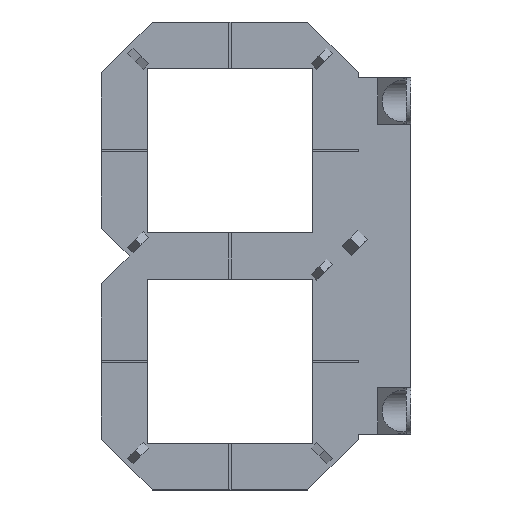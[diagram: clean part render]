
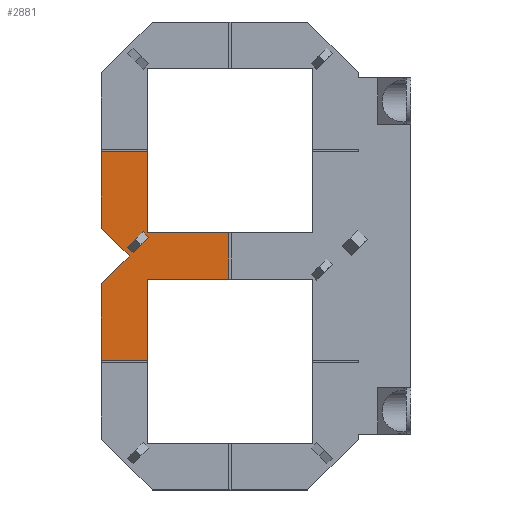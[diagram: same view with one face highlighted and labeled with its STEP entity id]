
A CAD part, top view. The second image highlights one B-rep face of the part: STEP entity #2881.
In plain terms, the highlighted planar face has unit normal (0, 0, 1).
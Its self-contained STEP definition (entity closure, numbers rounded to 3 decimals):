
#23=FACE_BOUND('',#289,.T.);
#24=FACE_BOUND('',#290,.T.);
#147=FACE_OUTER_BOUND('',#288,.T.);
#288=EDGE_LOOP('',(#2306,#2307,#2308,#2309,#2310,#2311,#2312,#2313,#2314,
#2315,#2316));
#289=EDGE_LOOP('',(#2317,#2318,#2319,#2320));
#290=EDGE_LOOP('',(#2321,#2322,#2323,#2324));
#389=LINE('',#3898,#780);
#393=LINE('',#3907,#784);
#397=LINE('',#3915,#788);
#400=LINE('',#3920,#791);
#413=LINE('',#3946,#804);
#416=LINE('',#3950,#807);
#417=LINE('',#3952,#808);
#418=LINE('',#3954,#809);
#604=LINE('',#4364,#995);
#610=LINE('',#4375,#1001);
#615=LINE('',#4385,#1006);
#616=LINE('',#4387,#1007);
#617=LINE('',#4389,#1008);
#618=LINE('',#4391,#1009);
#619=LINE('',#4393,#1010);
#620=LINE('',#4395,#1011);
#621=LINE('',#4397,#1012);
#622=LINE('',#4399,#1013);
#623=LINE('',#4400,#1014);
#780=VECTOR('',#3179,10.);
#784=VECTOR('',#3185,10.);
#788=VECTOR('',#3191,10.);
#791=VECTOR('',#3194,10.);
#804=VECTOR('',#3217,10.);
#807=VECTOR('',#3220,10.);
#808=VECTOR('',#3223,10.);
#809=VECTOR('',#3226,10.);
#995=VECTOR('',#3578,10.);
#1001=VECTOR('',#3590,10.);
#1006=VECTOR('',#3597,10.);
#1007=VECTOR('',#3598,10.);
#1008=VECTOR('',#3599,10.);
#1009=VECTOR('',#3600,10.);
#1010=VECTOR('',#3601,10.);
#1011=VECTOR('',#3602,10.);
#1012=VECTOR('',#3603,10.);
#1013=VECTOR('',#3604,10.);
#1014=VECTOR('',#3605,10.);
#1175=VERTEX_POINT('',#3896);
#1176=VERTEX_POINT('',#3897);
#1179=VERTEX_POINT('',#3905);
#1180=VERTEX_POINT('',#3906);
#1183=VERTEX_POINT('',#3914);
#1185=VERTEX_POINT('',#3919);
#1193=VERTEX_POINT('',#3945);
#1194=VERTEX_POINT('',#3948);
#1333=VERTEX_POINT('',#4360);
#1335=VERTEX_POINT('',#4363);
#1337=VERTEX_POINT('',#4374);
#1341=VERTEX_POINT('',#4384);
#1342=VERTEX_POINT('',#4386);
#1343=VERTEX_POINT('',#4388);
#1344=VERTEX_POINT('',#4390);
#1345=VERTEX_POINT('',#4392);
#1346=VERTEX_POINT('',#4394);
#1347=VERTEX_POINT('',#4396);
#1348=VERTEX_POINT('',#4398);
#1463=EDGE_CURVE('',#1175,#1176,#389,.T.);
#1467=EDGE_CURVE('',#1179,#1180,#393,.T.);
#1471=EDGE_CURVE('',#1176,#1183,#397,.T.);
#1474=EDGE_CURVE('',#1185,#1179,#400,.T.);
#1487=EDGE_CURVE('',#1193,#1175,#413,.T.);
#1490=EDGE_CURVE('',#1180,#1194,#416,.T.);
#1491=EDGE_CURVE('',#1183,#1193,#417,.T.);
#1492=EDGE_CURVE('',#1194,#1185,#418,.T.);
#1694=EDGE_CURVE('',#1335,#1333,#604,.T.);
#1700=EDGE_CURVE('',#1337,#1335,#610,.T.);
#1705=EDGE_CURVE('',#1333,#1341,#615,.T.);
#1706=EDGE_CURVE('',#1341,#1342,#616,.T.);
#1707=EDGE_CURVE('',#1342,#1343,#617,.T.);
#1708=EDGE_CURVE('',#1343,#1344,#618,.T.);
#1709=EDGE_CURVE('',#1344,#1345,#619,.T.);
#1710=EDGE_CURVE('',#1345,#1346,#620,.T.);
#1711=EDGE_CURVE('',#1346,#1347,#621,.T.);
#1712=EDGE_CURVE('',#1347,#1348,#622,.T.);
#1713=EDGE_CURVE('',#1348,#1337,#623,.T.);
#2306=ORIENTED_EDGE('',*,*,#1694,.T.);
#2307=ORIENTED_EDGE('',*,*,#1705,.T.);
#2308=ORIENTED_EDGE('',*,*,#1706,.T.);
#2309=ORIENTED_EDGE('',*,*,#1707,.T.);
#2310=ORIENTED_EDGE('',*,*,#1708,.T.);
#2311=ORIENTED_EDGE('',*,*,#1709,.T.);
#2312=ORIENTED_EDGE('',*,*,#1710,.T.);
#2313=ORIENTED_EDGE('',*,*,#1711,.T.);
#2314=ORIENTED_EDGE('',*,*,#1712,.T.);
#2315=ORIENTED_EDGE('',*,*,#1713,.T.);
#2316=ORIENTED_EDGE('',*,*,#1700,.T.);
#2317=ORIENTED_EDGE('',*,*,#1463,.T.);
#2318=ORIENTED_EDGE('',*,*,#1471,.T.);
#2319=ORIENTED_EDGE('',*,*,#1491,.T.);
#2320=ORIENTED_EDGE('',*,*,#1487,.T.);
#2321=ORIENTED_EDGE('',*,*,#1467,.T.);
#2322=ORIENTED_EDGE('',*,*,#1490,.T.);
#2323=ORIENTED_EDGE('',*,*,#1492,.T.);
#2324=ORIENTED_EDGE('',*,*,#1474,.T.);
#2742=PLANE('',#3054);
#2881=ADVANCED_FACE('',(#147,#23,#24),#2742,.T.);
#3054=AXIS2_PLACEMENT_3D('',#4383,#3595,#3596);
#3179=DIRECTION('',(-0.707,0.707,0.));
#3185=DIRECTION('',(0.707,-0.707,0.));
#3191=DIRECTION('',(0.707,0.707,0.));
#3194=DIRECTION('',(0.707,0.707,0.));
#3217=DIRECTION('',(-0.707,-0.707,0.));
#3220=DIRECTION('',(-0.707,-0.707,0.));
#3223=DIRECTION('',(0.707,-0.707,0.));
#3226=DIRECTION('',(-0.707,0.707,0.));
#3578=DIRECTION('',(1.,0.,0.));
#3590=DIRECTION('',(0.,-1.,0.));
#3595=DIRECTION('center_axis',(0.,0.,1.));
#3596=DIRECTION('ref_axis',(1.,0.,0.));
#3597=DIRECTION('',(0.,1.,0.));
#3598=DIRECTION('',(1.,0.,0.));
#3599=DIRECTION('',(0.,1.,0.));
#3600=DIRECTION('',(-1.,0.,0.));
#3601=DIRECTION('',(0.,1.,0.));
#3602=DIRECTION('',(-1.,0.,0.));
#3603=DIRECTION('',(0.,-1.,0.));
#3604=DIRECTION('',(0.707,-0.707,0.));
#3605=DIRECTION('',(-0.707,-0.707,0.));
#3896=CARTESIAN_POINT('',(-101.364,3.899,0.));
#3897=CARTESIAN_POINT('',(-102.601,5.136,0.));
#3898=CARTESIAN_POINT('',(-94.188,-3.276,0.));
#3905=CARTESIAN_POINT('',(-105.429,2.308,0.));
#3906=CARTESIAN_POINT('',(-104.192,1.071,0.));
#3907=CARTESIAN_POINT('',(-97.017,-6.104,0.));
#3914=CARTESIAN_POINT('',(-102.247,5.49,0.));
#3915=CARTESIAN_POINT('',(-98.083,9.655,0.));
#3919=CARTESIAN_POINT('',(-105.783,1.955,0.));
#3920=CARTESIAN_POINT('',(-98.083,9.655,0.));
#3945=CARTESIAN_POINT('',(-101.01,4.253,0.));
#3946=CARTESIAN_POINT('',(-96.845,8.417,0.));
#3948=CARTESIAN_POINT('',(-104.545,0.717,0.));
#3950=CARTESIAN_POINT('',(-96.845,8.417,0.));
#3952=CARTESIAN_POINT('',(-93.835,-2.922,0.));
#3954=CARTESIAN_POINT('',(-97.37,-6.458,0.));
#4360=CARTESIAN_POINT('',(-101.25,-23.75,0.));
#4363=CARTESIAN_POINT('',(-111.75,-23.75,0.));
#4364=CARTESIAN_POINT('',(-94.156,-23.75,0.));
#4374=CARTESIAN_POINT('',(-111.75,-6.311,0.));
#4375=CARTESIAN_POINT('',(-111.75,-6.311,0.));
#4383=CARTESIAN_POINT('Origin',(-76.563,0.,0.));
#4384=CARTESIAN_POINT('',(-101.25,-5.25,0.));
#4385=CARTESIAN_POINT('',(-101.25,-42.75,0.));
#4386=CARTESIAN_POINT('',(-82.75,-5.25,0.));
#4387=CARTESIAN_POINT('',(-101.25,-5.25,0.));
#4388=CARTESIAN_POINT('',(-82.75,5.25,0.));
#4389=CARTESIAN_POINT('',(-82.75,26.625,0.));
#4390=CARTESIAN_POINT('',(-101.25,5.25,0.));
#4391=CARTESIAN_POINT('',(-63.75,5.25,0.));
#4392=CARTESIAN_POINT('',(-101.25,23.75,0.));
#4393=CARTESIAN_POINT('',(-101.25,5.25,0.));
#4394=CARTESIAN_POINT('',(-111.75,23.75,0.));
#4395=CARTESIAN_POINT('',(-94.156,23.75,0.));
#4396=CARTESIAN_POINT('',(-111.75,6.311,0.));
#4397=CARTESIAN_POINT('',(-111.75,41.689,0.));
#4398=CARTESIAN_POINT('',(-105.439,0.,0.));
#4399=CARTESIAN_POINT('',(-111.75,6.311,0.));
#4400=CARTESIAN_POINT('',(-105.439,0.,0.));
